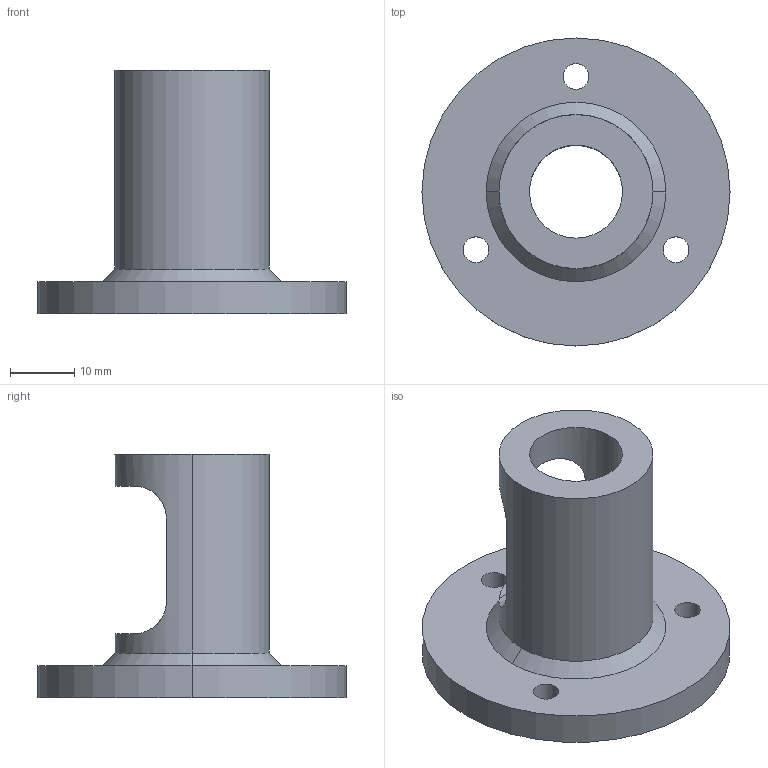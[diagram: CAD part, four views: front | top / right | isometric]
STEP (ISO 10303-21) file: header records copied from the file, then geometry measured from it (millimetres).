
FILE_DESCRIPTION (( 'STEP AP214' ), '1' );
FILE_NAME ('arrivé matière.STEP', '2021-09-13T20:01:20', ( '' ), ( '' ), 'SwSTEP 2.0', 'SolidWorks 2020', '' );
FILE_SCHEMA (( 'AUTOMOTIVE_DESIGN' ));
Length unit declared in the file: millimetre
Products named in the file (1): arrivé matière
Bounding box: 48 x 48 x 38 mm (x, y, z)
Volume: 15399.4 mm3; surface area: 7749.7 mm2
Topology: 1 solids, 1 shells, 23 faces, 58 edges, 38 vertices
Faces by surface type: cylinder 14, plane 7, cone 2
Entity records: 912 total; most frequent: CARTESIAN_POINT 286, DIRECTION 128, ORIENTED_EDGE 116, EDGE_CURVE 58, AXIS2_PLACEMENT_3D 52, VERTEX_POINT 38, EDGE_LOOP 34, CIRCLE 28
